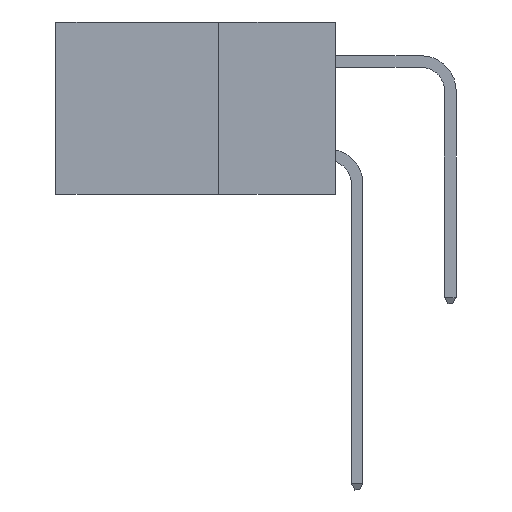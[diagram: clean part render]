
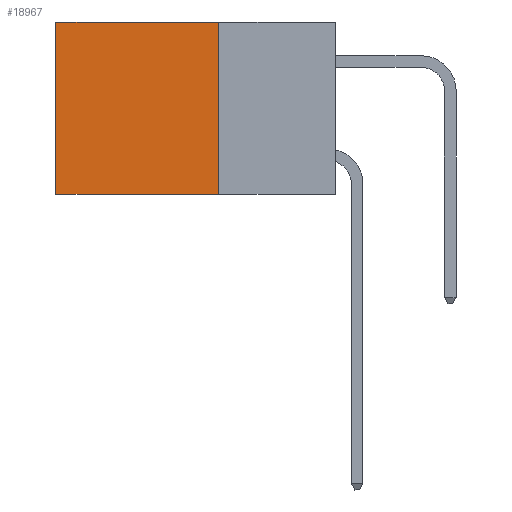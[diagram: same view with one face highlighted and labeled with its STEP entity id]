
A CAD part, left-side view. The second image highlights one B-rep face of the part: STEP entity #18967.
In plain terms, the highlighted planar face has unit normal (-1, 0, 0).
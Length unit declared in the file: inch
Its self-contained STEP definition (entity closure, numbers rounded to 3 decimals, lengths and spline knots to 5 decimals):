
#844 = VERTEX_POINT ( 'NONE', #22560 ) ;
#1569 = VERTEX_POINT ( 'NONE', #30393 ) ;
#1590 = DIRECTION ( 'NONE',  ( 0., 1., 0. ) ) ;
#2077 = PLANE ( 'NONE',  #5453 ) ;
#3749 = ORIENTED_EDGE ( 'NONE', *, *, #7826, .T. ) ;
#4288 = CARTESIAN_POINT ( 'NONE',  ( 0.2875, 0.25, -0.37 ) ) ;
#4825 = DIRECTION ( 'NONE',  ( 0., 0., -1. ) ) ;
#5453 = AXIS2_PLACEMENT_3D ( 'NONE', #12266, #29883, #4825 ) ;
#6436 = LINE ( 'NONE', #12572, #29289 ) ;
#7029 = CARTESIAN_POINT ( 'NONE',  ( 0.2875, 0.25, -0.37 ) ) ;
#7382 = CARTESIAN_POINT ( 'NONE',  ( 0.2875, 0.6, -0.37 ) ) ;
#7818 = VERTEX_POINT ( 'NONE', #7382 ) ;
#7826 = EDGE_CURVE ( 'NONE', #1569, #7818, #6436, .T. ) ;
#8417 = EDGE_LOOP ( 'NONE', ( #3749, #26034, #15438, #21566 ) ) ;
#11481 = FACE_OUTER_BOUND ( 'NONE', #8417, .T. ) ;
#12266 = CARTESIAN_POINT ( 'NONE',  ( 0.2875, 0.25, 0. ) ) ;
#12572 = CARTESIAN_POINT ( 'NONE',  ( 0.2875, 0.6, 0. ) ) ;
#13925 = EDGE_CURVE ( 'NONE', #844, #15833, #17367, .T. ) ;
#14539 = VECTOR ( 'NONE', #21641, 39.37008 ) ;
#15418 = VECTOR ( 'NONE', #1590, 39.37008 ) ;
#15438 = ORIENTED_EDGE ( 'NONE', *, *, #13925, .F. ) ;
#15833 = VERTEX_POINT ( 'NONE', #4288 ) ;
#17367 = LINE ( 'NONE', #24340, #26429 ) ;
#18967 = ADVANCED_FACE ( 'NONE', ( #11481 ), #2077, .F. ) ;
#20600 = DIRECTION ( 'NONE',  ( 0., 0., -1. ) ) ;
#21566 = ORIENTED_EDGE ( 'NONE', *, *, #29936, .T. ) ;
#21641 = DIRECTION ( 'NONE',  ( 0., 1., 0. ) ) ;
#22560 = CARTESIAN_POINT ( 'NONE',  ( 0.2875, 0.25, 0. ) ) ;
#24340 = CARTESIAN_POINT ( 'NONE',  ( 0.2875, 0.25, 0. ) ) ;
#26034 = ORIENTED_EDGE ( 'NONE', *, *, #26683, .F. ) ;
#26429 = VECTOR ( 'NONE', #28948, 39.37008 ) ;
#26683 = EDGE_CURVE ( 'NONE', #15833, #7818, #27601, .T. ) ;
#26802 = CARTESIAN_POINT ( 'NONE',  ( 0.2875, 0.25, 0. ) ) ;
#27148 = LINE ( 'NONE', #26802, #14539 ) ;
#27601 = LINE ( 'NONE', #7029, #15418 ) ;
#28948 = DIRECTION ( 'NONE',  ( 0., 0., -1. ) ) ;
#29289 = VECTOR ( 'NONE', #20600, 39.37008 ) ;
#29883 = DIRECTION ( 'NONE',  ( 1., 0., 0. ) ) ;
#29936 = EDGE_CURVE ( 'NONE', #844, #1569, #27148, .T. ) ;
#30393 = CARTESIAN_POINT ( 'NONE',  ( 0.2875, 0.6, 0. ) ) ;
